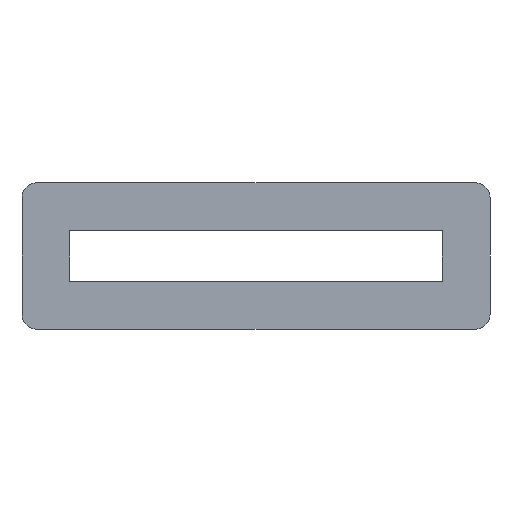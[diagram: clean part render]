
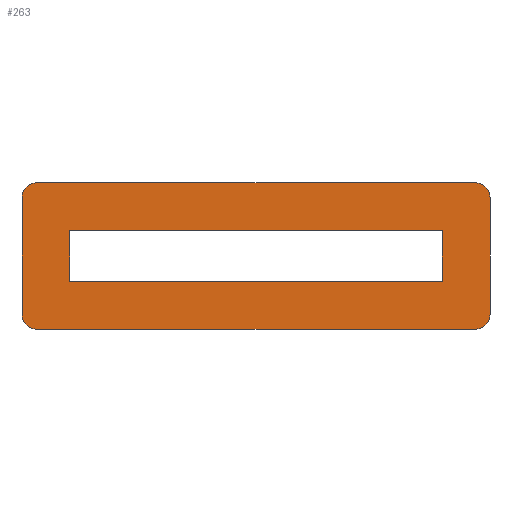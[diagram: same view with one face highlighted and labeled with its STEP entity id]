
A CAD part, front view. The second image highlights one B-rep face of the part: STEP entity #263.
In plain terms, the highlighted planar face has unit normal (0, -1, 0).
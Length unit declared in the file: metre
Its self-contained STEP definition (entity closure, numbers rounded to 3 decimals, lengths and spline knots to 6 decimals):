
#20=CIRCLE('',#295,0.001);
#21=CIRCLE('',#296,0.001);
#22=CIRCLE('',#297,0.001);
#23=CIRCLE('',#298,0.001);
#68=ORIENTED_EDGE('',*,*,#106,.T.);
#69=ORIENTED_EDGE('',*,*,#128,.T.);
#70=ORIENTED_EDGE('',*,*,#120,.T.);
#71=ORIENTED_EDGE('',*,*,#129,.T.);
#72=ORIENTED_EDGE('',*,*,#96,.T.);
#73=ORIENTED_EDGE('',*,*,#130,.T.);
#74=ORIENTED_EDGE('',*,*,#102,.T.);
#75=ORIENTED_EDGE('',*,*,#131,.T.);
#76=ORIENTED_EDGE('',*,*,#109,.F.);
#77=ORIENTED_EDGE('',*,*,#113,.F.);
#78=ORIENTED_EDGE('',*,*,#116,.F.);
#79=ORIENTED_EDGE('',*,*,#118,.F.);
#96=EDGE_CURVE('',#132,#133,#156,.T.);
#102=EDGE_CURVE('',#139,#138,#162,.T.);
#106=EDGE_CURVE('',#143,#142,#166,.T.);
#109=EDGE_CURVE('',#144,#146,#169,.T.);
#113=EDGE_CURVE('',#148,#144,#173,.T.);
#116=EDGE_CURVE('',#150,#148,#176,.T.);
#118=EDGE_CURVE('',#146,#150,#178,.T.);
#120=EDGE_CURVE('',#152,#153,#180,.T.);
#128=EDGE_CURVE('',#142,#152,#20,.T.);
#129=EDGE_CURVE('',#153,#132,#21,.T.);
#130=EDGE_CURVE('',#133,#139,#22,.T.);
#131=EDGE_CURVE('',#138,#143,#23,.T.);
#132=VERTEX_POINT('',#380);
#133=VERTEX_POINT('',#381);
#138=VERTEX_POINT('',#392);
#139=VERTEX_POINT('',#394);
#142=VERTEX_POINT('',#401);
#143=VERTEX_POINT('',#403);
#144=VERTEX_POINT('',#407);
#146=VERTEX_POINT('',#410);
#148=VERTEX_POINT('',#416);
#150=VERTEX_POINT('',#422);
#152=VERTEX_POINT('',#431);
#153=VERTEX_POINT('',#432);
#156=LINE('',#379,#184);
#162=LINE('',#393,#190);
#166=LINE('',#402,#194);
#169=LINE('',#409,#197);
#173=LINE('',#418,#201);
#176=LINE('',#424,#204);
#178=LINE('',#427,#206);
#180=LINE('',#430,#208);
#184=VECTOR('',#307,1.);
#190=VECTOR('',#315,1.);
#194=VECTOR('',#321,1.);
#197=VECTOR('',#326,1.);
#201=VECTOR('',#332,1.);
#204=VECTOR('',#337,1.);
#206=VECTOR('',#341,1.);
#208=VECTOR('',#345,1.);
#222=EDGE_LOOP('',(#68,#69,#70,#71,#72,#73,#74,#75));
#223=EDGE_LOOP('',(#76,#77,#78,#79));
#238=FACE_BOUND('',#222,.T.);
#239=FACE_BOUND('',#223,.T.);
#253=PLANE('',#294);
#263=ADVANCED_FACE('',(#238,#239),#253,.T.);
#294=AXIS2_PLACEMENT_3D('',#443,#359,#360);
#295=AXIS2_PLACEMENT_3D('',#444,#361,#362);
#296=AXIS2_PLACEMENT_3D('',#445,#363,#364);
#297=AXIS2_PLACEMENT_3D('',#446,#365,#366);
#298=AXIS2_PLACEMENT_3D('',#447,#367,#368);
#307=DIRECTION('',(0.,0.,1.));
#315=DIRECTION('',(-1.,0.,0.));
#321=DIRECTION('',(0.,0.,-1.));
#326=DIRECTION('',(0.,0.,-1.));
#332=DIRECTION('',(-1.,0.,0.));
#337=DIRECTION('',(0.,0.,1.));
#341=DIRECTION('',(1.,0.,0.));
#345=DIRECTION('',(1.,0.,0.));
#359=DIRECTION('',(0.,-1.,0.));
#360=DIRECTION('',(1.,0.,0.));
#361=DIRECTION('',(0.,-1.,0.));
#362=DIRECTION('',(0.,0.,-1.));
#363=DIRECTION('',(0.,-1.,0.));
#364=DIRECTION('',(0.,0.,-1.));
#365=DIRECTION('',(0.,-1.,0.));
#366=DIRECTION('',(0.,0.,-1.));
#367=DIRECTION('',(0.,-1.,0.));
#368=DIRECTION('',(0.,0.,-1.));
#379=CARTESIAN_POINT('',(0.016,0.1044,0.0562));
#380=CARTESIAN_POINT('',(0.016,0.1044,0.0522));
#381=CARTESIAN_POINT('',(0.016,0.1044,0.0602));
#392=CARTESIAN_POINT('',(-0.015,0.1044,0.0612));
#393=CARTESIAN_POINT('',(0.,0.1044,0.0612));
#394=CARTESIAN_POINT('',(0.015,0.1044,0.0612));
#401=CARTESIAN_POINT('',(-0.016,0.1044,0.0522));
#402=CARTESIAN_POINT('',(-0.016,0.1044,0.0562));
#403=CARTESIAN_POINT('',(-0.016,0.1044,0.0602));
#407=CARTESIAN_POINT('',(-0.01272,0.1044,0.05792));
#409=CARTESIAN_POINT('',(-0.01272,0.1044,0.0562));
#410=CARTESIAN_POINT('',(-0.01272,0.1044,0.05448));
#416=CARTESIAN_POINT('',(0.01272,0.1044,0.05792));
#418=CARTESIAN_POINT('',(0.,0.1044,0.05792));
#422=CARTESIAN_POINT('',(0.01272,0.1044,0.05448));
#424=CARTESIAN_POINT('',(0.01272,0.1044,0.0562));
#427=CARTESIAN_POINT('',(0.,0.1044,0.05448));
#430=CARTESIAN_POINT('',(0.,0.1044,0.0512));
#431=CARTESIAN_POINT('',(-0.015,0.1044,0.0512));
#432=CARTESIAN_POINT('',(0.015,0.1044,0.0512));
#443=CARTESIAN_POINT('',(0.,0.1044,0.0612));
#444=CARTESIAN_POINT('',(-0.015,0.1044,0.0522));
#445=CARTESIAN_POINT('',(0.015,0.1044,0.0522));
#446=CARTESIAN_POINT('',(0.015,0.1044,0.0602));
#447=CARTESIAN_POINT('',(-0.015,0.1044,0.0602));
